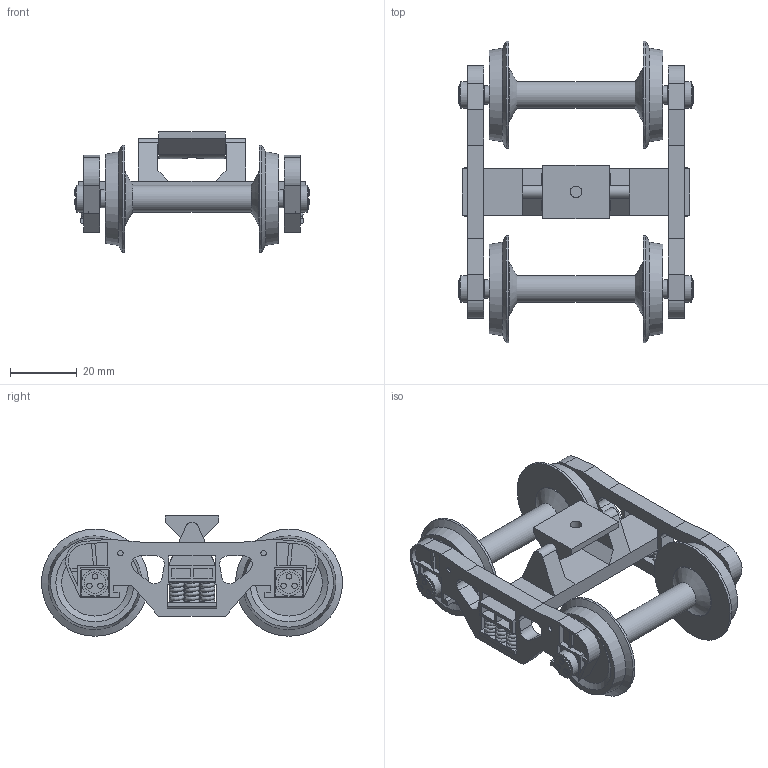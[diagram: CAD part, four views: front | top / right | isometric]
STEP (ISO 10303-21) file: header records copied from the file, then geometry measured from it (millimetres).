
FILE_DESCRIPTION(/* description */ (''),/* implementation_level */ '2;1');
FILE_NAME(/* name */ 'Bogie Freight V1 v10.step',/* time_stamp */ '2025-05-31T01:11:28+05:30',/* author */ (''),/* organization */ (''),/* preprocessor_version */ 'ST-DEVELOPER v20.1',/* originating_system */ 'Autodesk Translation Framework v14.10.0.0',/* authorisation */ '');
FILE_SCHEMA (('AUTOMOTIVE_DESIGN { 1 0 10303 214 3 1 1 }'));
Length unit declared in the file: millimetre
Products named in the file (23): Bogie Freight V1; Wheels; Wheel (1); Axle; Rod; Wheel (1)(Mirror) (2); Wheel (1)(Mirror) (3); Rod(Mirror); Axle(Mirror); Wheel (1)(Mirror) (2)(Mirror); Bogie; Bearing Cap; Bearing Cap (1); Bearing Cap (1)(Mirror); Bearing Cap (1)(Mirror) (1); Bearing Cap (1)(Mirror)(Mirror); Swivel Joint; Frame (Bearing); Bearing; 7804K119_Stainless Steel Ball Bearing; 7804K119_Stainless Steel Ball Bearing_1; 7804K119_Stainless Steel Ball Bearing_2; 7804K119_Stainless Steel Ball Bearing_3
Assembly tree (22 placements, depth 4):
  Bogie Freight V1
    Wheels
      Wheel (1)
      Axle
      Rod
      Wheel (1)(Mirror) (2)
      Wheel (1)(Mirror) (3)
      Rod(Mirror)
      Axle(Mirror)
      Wheel (1)(Mirror) (2)(Mirror)
    Bogie
      Bearing Cap
        Bearing Cap (1)
        Bearing Cap (1)(Mirror)
        Bearing Cap (1)(Mirror) (1)
        Bearing Cap (1)(Mirror)(Mirror)
      Swivel Joint
      Frame (Bearing)
    Bearing
      7804K119_Stainless Steel Ball Bearing
      7804K119_Stainless Steel Ball Bearing_1
      7804K119_Stainless Steel Ball Bearing_2
      7804K119_Stainless Steel Ball Bearing_3
Bounding box: 70.4 x 90 x 36 mm (x, y, z)
Volume: 34937.3 mm3; surface area: 29420.4 mm2
Topology: 78 solids, 78 shells, 603 faces, 1432 edges, 933 vertices
Faces by surface type: plane 335, cylinder 168, sphere 48, cone 38, torus 8, bspline 6
Full cylindrical faces by diameter (mm): 1.6 x16, 2 x6, 2.3 x4, 2.5 x6, 2.6 x4, 2.8 x24, 3.28 x16, 3.5 x2, 3.72 x16, 4 x1, 5 x4, 5.2 x4, 5.5 x4, 6.4 x4, 8 x6, 16 x4, 16.2 x4, 32 x4
Entity records: 26178 total; most frequent: CARTESIAN_POINT 11717, DIRECTION 2897, ORIENTED_EDGE 2672, EDGE_CURVE 1336, AXIS2_PLACEMENT_3D 1031, VERTEX_POINT 933, LINE 835, VECTOR 835
